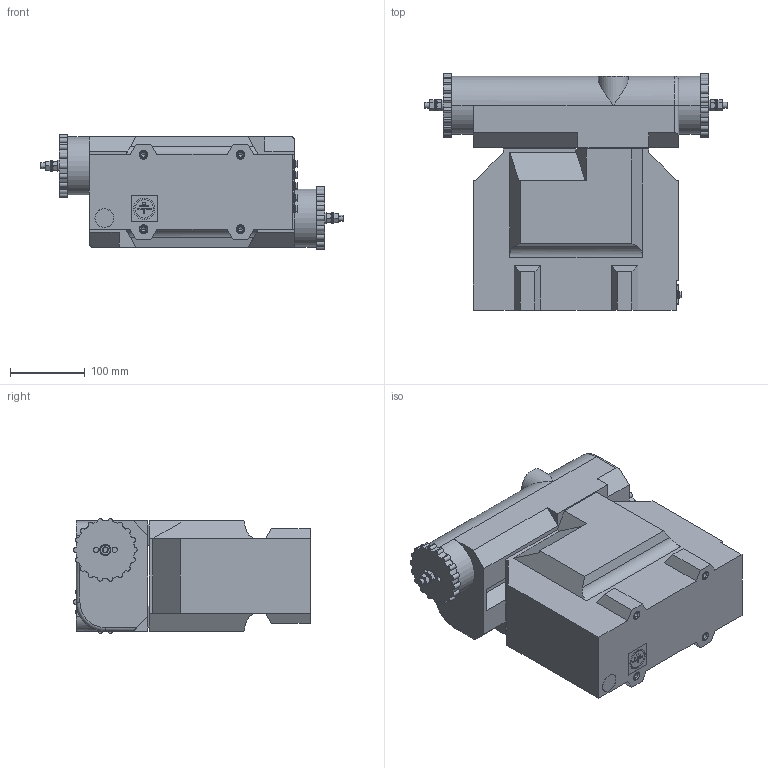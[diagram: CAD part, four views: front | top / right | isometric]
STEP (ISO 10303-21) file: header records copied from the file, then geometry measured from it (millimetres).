
FILE_DESCRIPTION (( 'STEP AP214' ), '1' );
FILE_NAME ('ﾎﾋﾑ-ﾑﾒ-0,63(6;10)-ﾏ.STEP', '2023-07-17T05:52:42', ( '' ), ( '' ), 'SwSTEP 2.0', 'SolidWorks 2014', '' );
FILE_SCHEMA (( 'AUTOMOTIVE_DESIGN' ));
Length unit declared in the file: millimetre
Products named in the file (23): plain washer small grade a_din_Washer DIN 433 - 8.4; hex bolt gradec_din_ISO 4016 - M8 x 40 x 40-NN; 屡扔.725323.005 署赅; ÂÅÈÓ.723111.009 Ïðåäîõðàíèòåëüíîå óñòðîéñòâî ÎËÑ-ÑÒ; Îòëèâêà^ÂÅÈÓ.723111.009 Ïðåäîõðàíèòåëüíîå óñòðîéñòâî ÎËÑ-ÑÒ; ÑÒ.ÎË.01.01.00.000 Ñáîðêà ñ çàëèâêîé_-00; Äîçàëèâêà^ÑÒ.ÎË.01.01.00.000 Ñáîðêà ñ çàëèâêîé; DC-781 Ñèëèêîíîâûé ãåðìåòèê (300 ìë)^ÈÁËÒ.671251.008 Òðàíñôîðìàòîð ÎËÑ-ÑÒ-0,63(6;10)-Ï; Áîëò DIN 933_5å10; �������^��.��.01.01.00.000 ������ � ��������_����-��-6(10) (2 ���.); ﾘ琺矜 DIN 127 B_5; ÑÒ.ÎË.01.01.01.000 Àêòèâíàÿ ÷àñòü_-00; ﾘ琺矜 DIN 125 ﾀ_5.01.019; hex screw gradeab_din_ISO 4017 - M6 x 16-N; ÂÅÈÓ.754447.004 Çíàê çàçåìëåíèÿ ÃÎÑÒ 21130-75; 屡扔.758472.007 绵殛郷-02; 屡扔.305364.007 青汶篪赅; ÂÅÈÓ.713141.006 Âòóëêà îïîðíàÿ_-00; ÑÒ.ÎË.01.00.00.001 Ïàñïîðòíàÿ òàáëè÷êà ÎËÑ-ÑÒ_-00; ÂÅÈÓ.725222.002 Êðûøêà òîðöåâàÿ; ﾎﾋﾑ-ﾑﾒ-0,63(6;10)-ﾏ; curved spring lock washer_din_Spring washer DIN 128 - A8; hex nut style 1 gradeab_din_Hexagon Nut ISO 4032 - M8 - D - N
Assembly tree (48 placements, depth 4):
  ﾎﾋﾑ-ﾑﾒ-0,63(6;10)-ﾏ
    ÑÒ.ÎË.01.01.00.000 Ñáîðêà ñ çàëèâêîé_-00
      ÑÒ.ÎË.01.01.01.000 Àêòèâíàÿ ÷àñòü_-00
        ÂÅÈÓ.713141.006 Âòóëêà îïîðíàÿ_-00  x4
        屡扔.758472.007 绵殛郷-02  x5
        hex screw gradeab_din_ISO 4017 - M6 x 16-N  x4
      �������^��.��.01.01.00.000 ������ � ��������_����-��-6(10) (2 ���.)
      Äîçàëèâêà^ÑÒ.ÎË.01.01.00.000 Ñáîðêà ñ çàëèâêîé
    ÂÅÈÓ.723111.009 Ïðåäîõðàíèòåëüíîå óñòðîéñòâî ÎËÑ-ÑÒ
      Îòëèâêà^ÂÅÈÓ.723111.009 Ïðåäîõðàíèòåëüíîå óñòðîéñòâî ÎËÑ-ÑÒ
    ÂÅÈÓ.725222.002 Êðûøêà òîðöåâàÿ  x2
      屡扔.725323.005 署赅
      hex bolt gradec_din_ISO 4016 - M8 x 40 x 40-NN
      plain washer small grade a_din_Washer DIN 433 - 8.4
      hex nut style 1 gradeab_din_Hexagon Nut ISO 4032 - M8 - D - N
      curved spring lock washer_din_Spring washer DIN 128 - A8
    ÑÒ.ÎË.01.00.00.001 Ïàñïîðòíàÿ òàáëè÷êà ÎËÑ-ÑÒ_-00
    屡扔.305364.007 青汶篪赅  x2
    ÂÅÈÓ.754447.004 Çíàê çàçåìëåíèÿ ÃÎÑÒ 21130-75
    ﾘ琺矜 DIN 125 ﾀ_5.01.019  x5
    ﾘ琺矜 DIN 127 B_5  x5
    Áîëò DIN 933_5å10  x5
    DC-781 Ñèëèêîíîâûé ãåðìåòèê (300 ìë)^ÈÁËÒ.671251.008 Òðàíñôîðìàòîð ÎËÑ-ÑÒ-0,63(6;10)-Ï
Bounding box: 406 x 317.2 x 153.81 mm (x, y, z)
Volume: 6916352.5 mm3; surface area: 995143.1 mm2
Topology: 55 solids, 58 shells, 5006 faces, 12943 edges, 8391 vertices
Faces by surface type: plane 2599, bspline 1226, cylinder 713, cone 394, torus 72, sphere 2
Entity records: 225890 total; most frequent: CARTESIAN_POINT 96689, ORIENTED_EDGE 23224, DIRECTION 16878, EDGE_CURVE 11612, VERTEX_POINT 7609, LINE 7462, VECTOR 7462, EDGE_LOOP 4839
